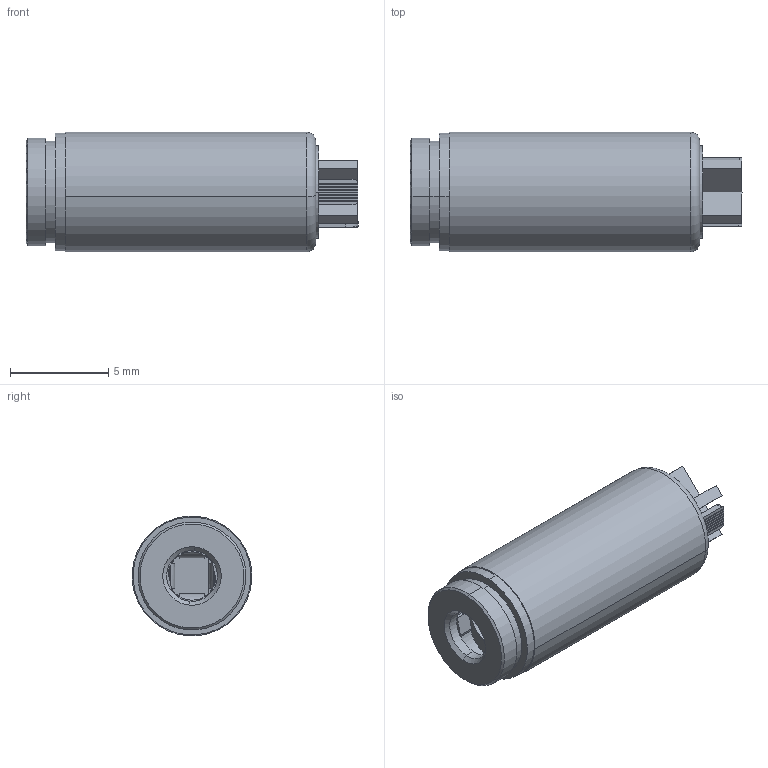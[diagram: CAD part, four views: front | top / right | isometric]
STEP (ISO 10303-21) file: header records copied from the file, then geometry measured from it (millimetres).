
FILE_DESCRIPTION (( 'STEP AP203' ), '1' );
FILE_NAME ('50-00040_revA2.STEP', '2016-10-13T18:55:52', ( '' ), ( '' ), 'SwSTEP 2.0', 'SolidWorks 2015', '' );
FILE_SCHEMA (( 'CONFIG_CONTROL_DESIGN' ));
Length unit declared in the file: millimetre
Products named in the file (9): 50-00040 insulator; 50-00040 contact 2; 50-00040_revA2; 50-00040 contact 1; 50-00040 shell; 50-00040 ring; 50-00040 insulator 2; 50-00040 tip; 50-00040 contact 3
Assembly tree (8 placements, depth 2):
  50-00040_revA2
    50-00040 contact 1
    50-00040 contact 2
    50-00040 contact 3
    50-00040 insulator 2
    50-00040 insulator
    50-00040 ring
    50-00040 shell
    50-00040 tip
Bounding box: 16.9 x 6.08 x 6.08 mm (x, y, z)
Volume: 307.6 mm3; surface area: 1394.7 mm2
Topology: 8 solids, 8 shells, 440 faces, 1198 edges, 790 vertices
Faces by surface type: plane 299, cylinder 113, bspline 14, cone 8, torus 6
Entity records: 15141 total; most frequent: CARTESIAN_POINT 2952, ORIENTED_EDGE 2396, DIRECTION 2296, EDGE_CURVE 1198, LINE 864, VECTOR 864, VERTEX_POINT 790, AXIS2_PLACEMENT_3D 716
